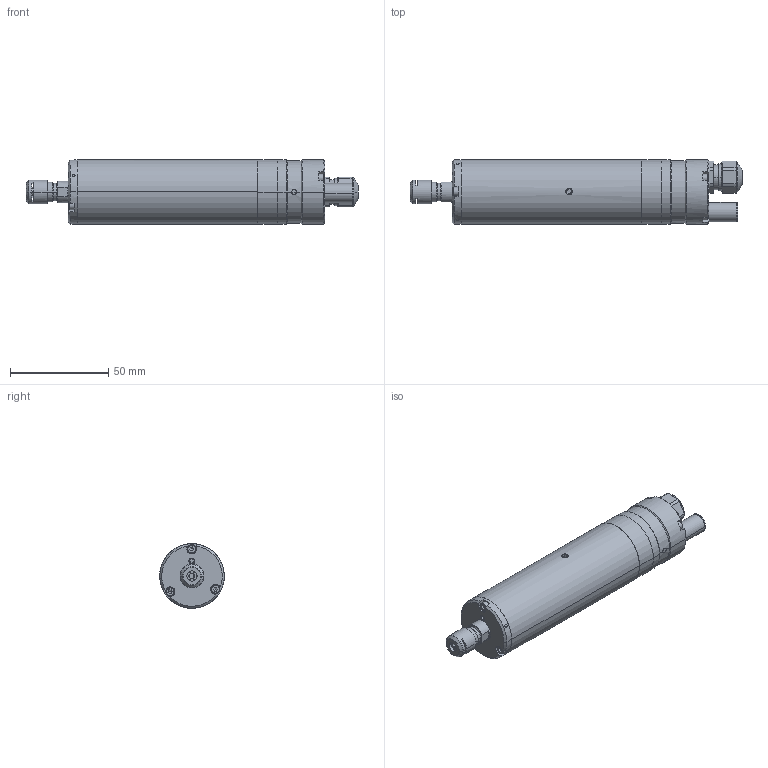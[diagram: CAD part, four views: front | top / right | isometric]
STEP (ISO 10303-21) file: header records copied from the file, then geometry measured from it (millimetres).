
FILE_DESCRIPTION (( 'STEP AP203' ), '1' );
FILE_NAME ('033S60-00A.STEP', '2012-04-24T12:59:25', ( 'FM10CAD1' ), ( 'IBAG Switzerland AG' ), 'SwSTEP 2.0', 'SolidWorks 2010', '' );
FILE_SCHEMA (( 'CONFIG_CONTROL_DESIGN' ));
Length unit declared in the file: millimetre
Products named in the file (1): 033S60-00A
Bounding box: 168.98 x 33 x 33 mm (x, y, z)
Surface area: 21566.2 mm2 (no closed solid volume)
Topology: 0 solids, 26 shells, 304 faces, 980 edges, 665 vertices
Faces by surface type: plane 147, cylinder 91, cone 42, torus 24
Entity records: 11228 total; most frequent: CARTESIAN_POINT 2458, DIRECTION 1941, ORIENTED_EDGE 1571, EDGE_CURVE 968, AXIS2_PLACEMENT_3D 728, VERTEX_POINT 665, LINE 485, VECTOR 485
